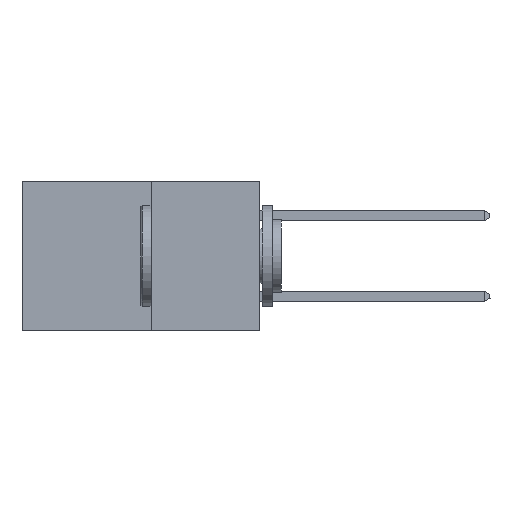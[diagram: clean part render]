
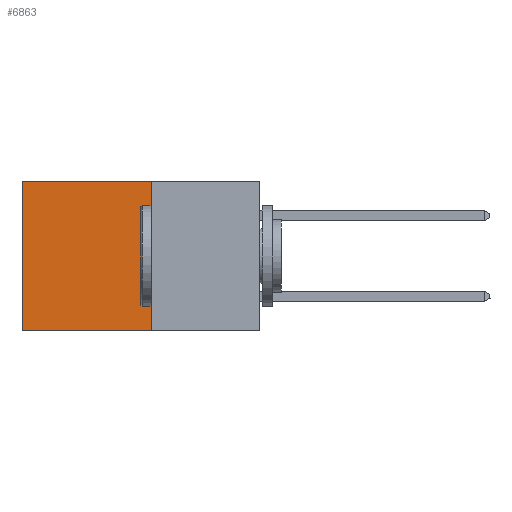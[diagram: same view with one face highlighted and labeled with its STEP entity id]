
A CAD part, left-side view. The second image highlights one B-rep face of the part: STEP entity #6863.
In plain terms, the highlighted planar face has unit normal (-1, 0, 0).
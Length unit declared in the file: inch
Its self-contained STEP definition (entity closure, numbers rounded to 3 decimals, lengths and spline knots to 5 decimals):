
#689 = LINE ( 'NONE', #16902, #19577 ) ;
#986 = CARTESIAN_POINT ( 'NONE',  ( 0.277, 0.59, 0. ) ) ;
#1034 = DIRECTION ( 'NONE',  ( 0., 0., -1. ) ) ;
#1494 = DIRECTION ( 'NONE',  ( 1., 0., 0. ) ) ;
#1502 = VECTOR ( 'NONE', #2074, 39.37008 ) ;
#1769 = VERTEX_POINT ( 'NONE', #12260 ) ;
#2074 = DIRECTION ( 'NONE',  ( 0., 1., 0. ) ) ;
#2409 = PLANE ( 'NONE',  #22392 ) ;
#2609 = LINE ( 'NONE', #14454, #1502 ) ;
#3373 = CARTESIAN_POINT ( 'NONE',  ( 0.277, 0.27, -0.37 ) ) ;
#3516 = CARTESIAN_POINT ( 'NONE',  ( 0.277, 0.59, -0.37 ) ) ;
#3557 = VERTEX_POINT ( 'NONE', #12567 ) ;
#3654 = ORIENTED_EDGE ( 'NONE', *, *, #17980, .T. ) ;
#3712 = VECTOR ( 'NONE', #12666, 39.37008 ) ;
#3783 = LINE ( 'NONE', #3516, #12692 ) ;
#3904 = DIRECTION ( 'NONE',  ( 0., 0., -1. ) ) ;
#4466 = DIRECTION ( 'NONE',  ( 0., 1., 0. ) ) ;
#6863 = ADVANCED_FACE ( 'NONE', ( #21800 ), #2409, .F. ) ;
#7354 = ORIENTED_EDGE ( 'NONE', *, *, #21698, .T. ) ;
#7890 = EDGE_LOOP ( 'NONE', ( #7354, #11069, #16912, #3654 ) ) ;
#8038 = VERTEX_POINT ( 'NONE', #20181 ) ;
#11069 = ORIENTED_EDGE ( 'NONE', *, *, #22751, .F. ) ;
#12260 = CARTESIAN_POINT ( 'NONE',  ( 0.277, 0.59, -0.37 ) ) ;
#12567 = CARTESIAN_POINT ( 'NONE',  ( 0.277, 0.27, 0. ) ) ;
#12666 = DIRECTION ( 'NONE',  ( 0., 0., -1. ) ) ;
#12692 = VECTOR ( 'NONE', #3904, 39.37008 ) ;
#12730 = EDGE_CURVE ( 'NONE', #3557, #8038, #22563, .T. ) ;
#14454 = CARTESIAN_POINT ( 'NONE',  ( 0.277, 0.27, 0. ) ) ;
#15458 = VERTEX_POINT ( 'NONE', #986 ) ;
#16902 = CARTESIAN_POINT ( 'NONE',  ( 0.277, 0.27, -0.37 ) ) ;
#16912 = ORIENTED_EDGE ( 'NONE', *, *, #12730, .F. ) ;
#17980 = EDGE_CURVE ( 'NONE', #3557, #15458, #2609, .T. ) ;
#19577 = VECTOR ( 'NONE', #4466, 39.37008 ) ;
#20181 = CARTESIAN_POINT ( 'NONE',  ( 0.277, 0.27, -0.37 ) ) ;
#21506 = CARTESIAN_POINT ( 'NONE',  ( 0.277, 0.27, -0.37 ) ) ;
#21698 = EDGE_CURVE ( 'NONE', #15458, #1769, #3783, .T. ) ;
#21800 = FACE_OUTER_BOUND ( 'NONE', #7890, .T. ) ;
#22392 = AXIS2_PLACEMENT_3D ( 'NONE', #3373, #1494, #1034 ) ;
#22563 = LINE ( 'NONE', #21506, #3712 ) ;
#22751 = EDGE_CURVE ( 'NONE', #8038, #1769, #689, .T. ) ;
